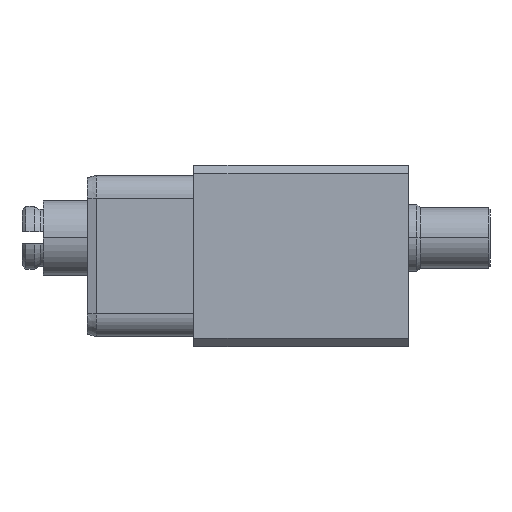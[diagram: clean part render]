
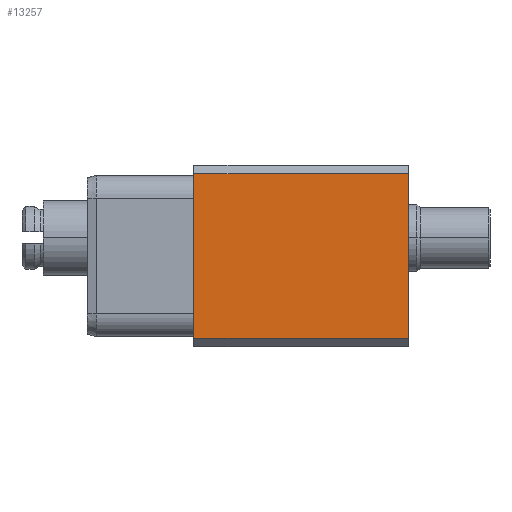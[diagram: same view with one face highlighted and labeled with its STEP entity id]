
A CAD part, left-side view. The second image highlights one B-rep face of the part: STEP entity #13257.
In plain terms, the highlighted planar face has unit normal (-1, 0, 0).
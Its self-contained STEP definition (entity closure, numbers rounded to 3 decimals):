
#17=DIRECTION('',(0.,-1.,0.));
#18=VECTOR('',#17,17.83);
#19=CARTESIAN_POINT('',(-37.465,0.,-6.855));
#20=LINE('',#19,#18);
#1643=DIRECTION('',(0.,0.,1.));
#1644=VECTOR('',#1643,13.71);
#1645=CARTESIAN_POINT('',(-37.465,-17.83,-6.855));
#1646=LINE('',#1645,#1644);
#1655=DIRECTION('',(0.,0.,1.));
#1656=VECTOR('',#1655,13.71);
#1657=CARTESIAN_POINT('',(-37.465,0.,-6.855));
#1658=LINE('',#1657,#1656);
#1667=DIRECTION('',(0.,-1.,0.));
#1668=VECTOR('',#1667,17.83);
#1669=CARTESIAN_POINT('',(-37.465,0.,6.855));
#1670=LINE('',#1669,#1668);
#9627=CARTESIAN_POINT('',(-37.465,0.,6.855));
#9628=CARTESIAN_POINT('',(-37.465,-17.83,6.855));
#9629=VERTEX_POINT('',#9627);
#9630=VERTEX_POINT('',#9628);
#9635=CARTESIAN_POINT('',(-37.465,0.,-6.855));
#9636=CARTESIAN_POINT('',(-37.465,-17.83,-6.855));
#9637=VERTEX_POINT('',#9635);
#9638=VERTEX_POINT('',#9636);
#13245=CARTESIAN_POINT('',(-37.465,0.,-7.555));
#13246=DIRECTION('',(-1.,0.,0.));
#13247=DIRECTION('',(0.,-1.,0.));
#13248=AXIS2_PLACEMENT_3D('',#13245,#13246,#13247);
#13249=PLANE('',#13248);
#13250=ORIENTED_EDGE('',*,*,#11666,.F.);
#13251=ORIENTED_EDGE('',*,*,#11708,.T.);
#13253=ORIENTED_EDGE('',*,*,#13252,.T.);
#13254=ORIENTED_EDGE('',*,*,#13216,.F.);
#13255=EDGE_LOOP('',(#13250,#13251,#13253,#13254));
#13256=FACE_OUTER_BOUND('',#13255,.F.);
#13257=ADVANCED_FACE('',(#13256),#13249,.T.);
#11666=EDGE_CURVE('',#9637,#9638,#20,.T.);
#11708=EDGE_CURVE('',#9637,#9629,#1658,.T.);
#13216=EDGE_CURVE('',#9638,#9630,#1646,.T.);
#13252=EDGE_CURVE('',#9629,#9630,#1670,.T.);
